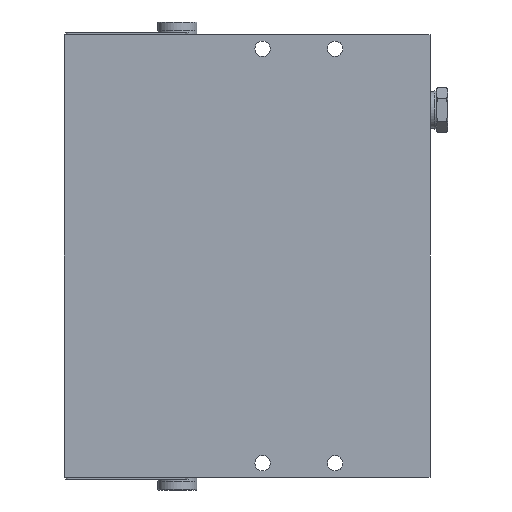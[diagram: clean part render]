
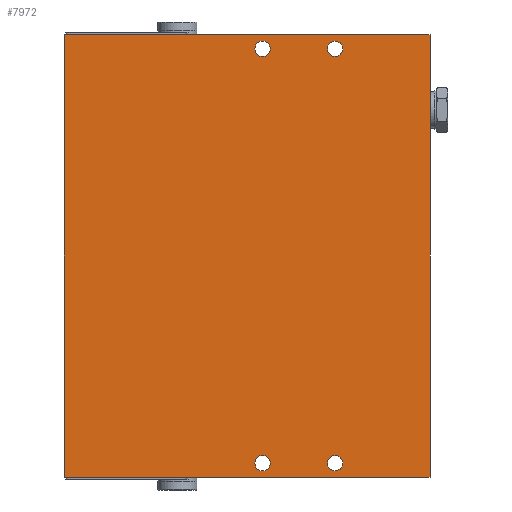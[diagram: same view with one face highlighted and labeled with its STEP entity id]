
A CAD part, front view. The second image highlights one B-rep face of the part: STEP entity #7972.
In plain terms, the highlighted planar face has unit normal (0, -1, 0).
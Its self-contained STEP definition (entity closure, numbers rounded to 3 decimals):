
#486=LINE('',#12458,#1106);
#521=LINE('',#12613,#1141);
#522=LINE('',#12623,#1142);
#523=LINE('',#12625,#1143);
#1106=VECTOR('',#9823,1000.);
#1141=VECTOR('',#9948,1000.);
#1142=VECTOR('',#9959,1000.);
#1143=VECTOR('',#9960,1000.);
#1906=ORIENTED_EDGE('',*,*,#4023,.T.);
#1907=ORIENTED_EDGE('',*,*,#4024,.T.);
#1908=ORIENTED_EDGE('',*,*,#4025,.T.);
#1909=ORIENTED_EDGE('',*,*,#4026,.T.);
#1910=ORIENTED_EDGE('',*,*,#4027,.T.);
#1911=ORIENTED_EDGE('',*,*,#4028,.F.);
#1912=ORIENTED_EDGE('',*,*,#3946,.F.);
#1913=ORIENTED_EDGE('',*,*,#4022,.T.);
#3946=EDGE_CURVE('',#5005,#5006,#486,.T.);
#4022=EDGE_CURVE('',#5005,#5080,#521,.T.);
#4023=EDGE_CURVE('',#5081,#5081,#5715,.T.);
#4024=EDGE_CURVE('',#5082,#5082,#5716,.T.);
#4025=EDGE_CURVE('',#5083,#5083,#5717,.T.);
#4026=EDGE_CURVE('',#5084,#5084,#5718,.T.);
#4027=EDGE_CURVE('',#5080,#5085,#522,.T.);
#4028=EDGE_CURVE('',#5006,#5085,#523,.T.);
#5005=VERTEX_POINT('',#12457);
#5006=VERTEX_POINT('',#12459);
#5080=VERTEX_POINT('',#12612);
#5081=VERTEX_POINT('',#12616);
#5082=VERTEX_POINT('',#12618);
#5083=VERTEX_POINT('',#12620);
#5084=VERTEX_POINT('',#12622);
#5085=VERTEX_POINT('',#12624);
#5715=CIRCLE('',#8687,2.75);
#5716=CIRCLE('',#8688,2.75);
#5717=CIRCLE('',#8689,2.75);
#5718=CIRCLE('',#8690,2.75);
#6087=EDGE_LOOP('',(#1906));
#6088=EDGE_LOOP('',(#1907));
#6089=EDGE_LOOP('',(#1908));
#6090=EDGE_LOOP('',(#1909));
#6091=EDGE_LOOP('',(#1910,#1911,#1912,#1913));
#6933=FACE_BOUND('',#6087,.T.);
#6934=FACE_BOUND('',#6088,.T.);
#6935=FACE_BOUND('',#6089,.T.);
#6936=FACE_BOUND('',#6090,.T.);
#6937=FACE_BOUND('',#6091,.T.);
#7688=PLANE('',#8686);
#7972=ADVANCED_FACE('',(#6933,#6934,#6935,#6936,#6937),#7688,.F.);
#8686=AXIS2_PLACEMENT_3D('',#12614,#9949,#9950);
#8687=AXIS2_PLACEMENT_3D('',#12615,#9951,#9952);
#8688=AXIS2_PLACEMENT_3D('',#12617,#9953,#9954);
#8689=AXIS2_PLACEMENT_3D('',#12619,#9955,#9956);
#8690=AXIS2_PLACEMENT_3D('',#12621,#9957,#9958);
#9823=DIRECTION('',(1.,0.,0.));
#9948=DIRECTION('',(0.,0.,-1.));
#9949=DIRECTION('',(0.,1.,0.));
#9950=DIRECTION('',(0.,0.,1.));
#9951=DIRECTION('',(0.,1.,0.));
#9952=DIRECTION('',(0.,0.,1.));
#9953=DIRECTION('',(0.,1.,0.));
#9954=DIRECTION('',(0.,0.,1.));
#9955=DIRECTION('',(0.,1.,0.));
#9956=DIRECTION('',(0.,0.,1.));
#9957=DIRECTION('',(0.,1.,0.));
#9958=DIRECTION('',(0.,0.,1.));
#9959=DIRECTION('',(1.,0.,0.));
#9960=DIRECTION('',(0.,0.,-1.));
#12457=CARTESIAN_POINT('',(0.,-42.5,158.5));
#12458=CARTESIAN_POINT('',(0.,-42.5,158.5));
#12459=CARTESIAN_POINT('',(131.,-42.5,158.5));
#12612=CARTESIAN_POINT('',(0.,-42.5,0.));
#12613=CARTESIAN_POINT('',(0.,-42.5,158.5));
#12614=CARTESIAN_POINT('',(0.,-42.5,158.5));
#12615=CARTESIAN_POINT('',(60.,-42.5,5.));
#12616=CARTESIAN_POINT('',(60.,-42.5,7.75));
#12617=CARTESIAN_POINT('',(34.,-42.5,153.5));
#12618=CARTESIAN_POINT('',(34.,-42.5,156.25));
#12619=CARTESIAN_POINT('',(60.,-42.5,153.5));
#12620=CARTESIAN_POINT('',(60.,-42.5,156.25));
#12621=CARTESIAN_POINT('',(34.,-42.5,5.));
#12622=CARTESIAN_POINT('',(34.,-42.5,7.75));
#12623=CARTESIAN_POINT('',(0.,-42.5,0.));
#12624=CARTESIAN_POINT('',(131.,-42.5,0.));
#12625=CARTESIAN_POINT('',(131.,-42.5,158.5));
